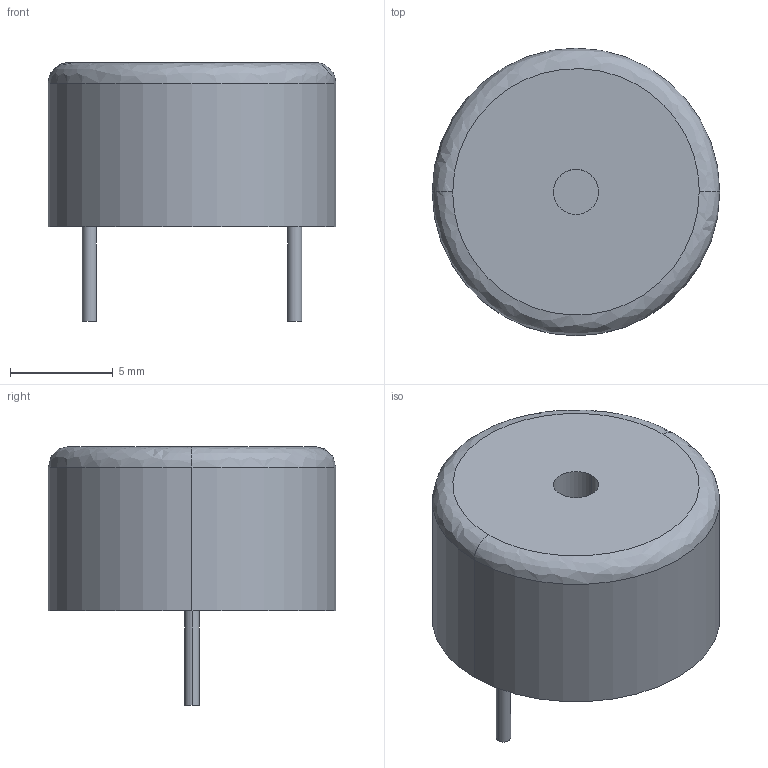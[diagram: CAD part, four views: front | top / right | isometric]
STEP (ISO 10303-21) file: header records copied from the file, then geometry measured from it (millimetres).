
FILE_DESCRIPTION (( 'STEP AP214' ), '1' );
FILE_NAME ('User Library-EFM-250.STEP', '2016-03-13T15:07:46', ( 'Windows User' ), ( '' ), 'SwSTEP 2.0', 'SolidWorks 2016', '' );
FILE_SCHEMA (( 'AUTOMOTIVE_DESIGN' ));
Length unit declared in the file: millimetre
Products named in the file (1): User Library-EFM-250
Bounding box: 14 x 14 x 12.6 mm (x, y, z)
Volume: 1206.9 mm3; surface area: 695.2 mm2
Topology: 1 solids, 1 shells, 15 faces, 28 edges, 18 vertices
Faces by surface type: cylinder 8, plane 5, bspline 2
Entity records: 605 total; most frequent: CARTESIAN_POINT 98, DIRECTION 72, ORIENTED_EDGE 56, AXIS2_PLACEMENT_3D 32, EDGE_CURVE 28, CIRCLE 18, UNCERTAINTY_MEASURE_WITH_UNIT 18, VERTEX_POINT 18
